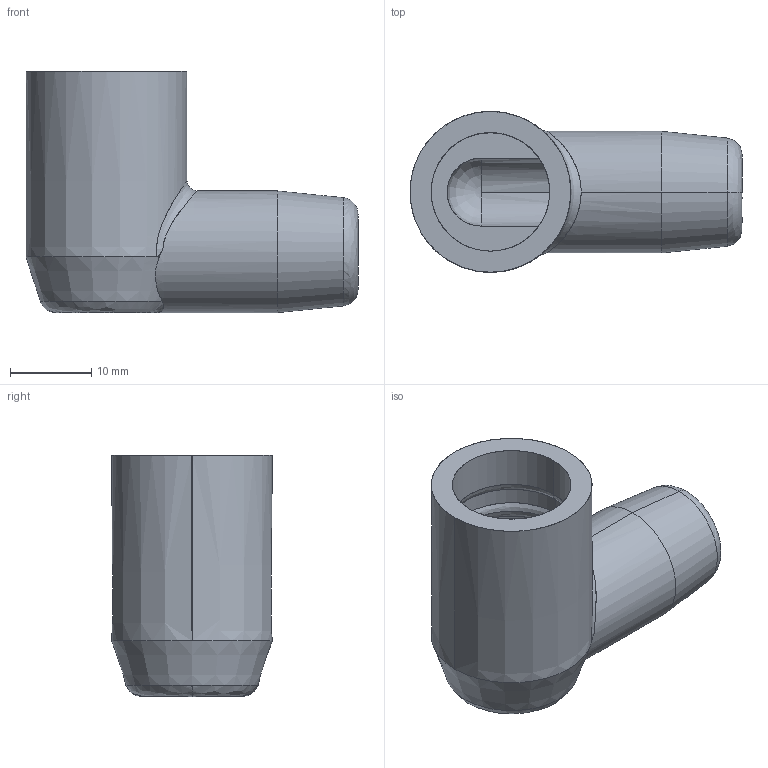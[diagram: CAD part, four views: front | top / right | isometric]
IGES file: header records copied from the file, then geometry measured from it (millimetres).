
Start section: SolidWorks IGES file using analytic representation for surfaces
Global section: file name: AB16.IGS; native system: SolidWorks 2019; preprocessor: SolidWorks 2019; author: sjohnson; date: 191030.124929; units: inch
Bounding box: 40.89 x 19.81 x 29.72 mm (x, y, z)
Surface area: 4863.4 mm2 (no closed solid volume)
Topology: 0 solids, 0 shells, 41 faces, 561 edges, 554 vertices
Faces by surface type: revolution 21, bspline 20
